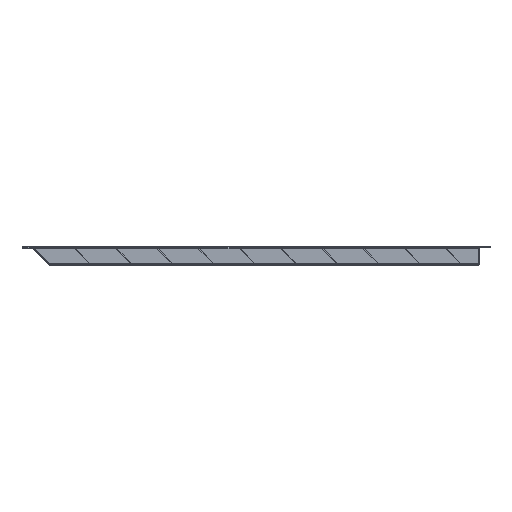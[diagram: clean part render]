
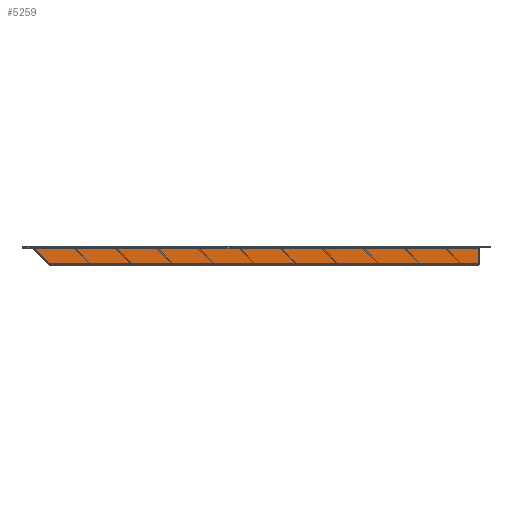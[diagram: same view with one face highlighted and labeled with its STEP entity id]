
A CAD part, left-side view. The second image highlights one B-rep face of the part: STEP entity #5259.
In plain terms, the highlighted face is planar.
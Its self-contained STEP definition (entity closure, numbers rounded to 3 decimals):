
#21 = VERTEX_POINT ( 'NONE', #666 ) ;
#44 = EDGE_CURVE ( 'NONE', #21, #6544, #7336, .T. ) ;
#153 = AXIS2_PLACEMENT_3D ( 'NONE', #1585, #5112, #6285 ) ;
#264 = ORIENTED_EDGE ( 'NONE', *, *, #5257, .T. ) ;
#666 = CARTESIAN_POINT ( 'NONE',  ( 22., -593., 0. ) ) ;
#881 = CARTESIAN_POINT ( 'NONE',  ( 22., 0., 0. ) ) ;
#914 = FACE_OUTER_BOUND ( 'NONE', #7237, .T. ) ;
#1585 = CARTESIAN_POINT ( 'NONE',  ( 0., 0., 0. ) ) ;
#1623 = DIRECTION ( 'NONE',  ( 0., -1., 0. ) ) ;
#1982 = CARTESIAN_POINT ( 'NONE',  ( 0., 0., 0. ) ) ;
#2318 = DIRECTION ( 'NONE',  ( -1., 0., 0. ) ) ;
#2557 = VECTOR ( 'NONE', #1623, 1000. ) ;
#2782 = ORIENTED_EDGE ( 'NONE', *, *, #44, .T. ) ;
#2804 = CARTESIAN_POINT ( 'NONE',  ( 0., 0., 0. ) ) ;
#2950 = ORIENTED_EDGE ( 'NONE', *, *, #6257, .T. ) ;
#3571 = VECTOR ( 'NONE', #2318, 1000. ) ;
#3590 = DIRECTION ( 'NONE',  ( 0.707, 0.707, 0. ) ) ;
#4184 = LINE ( 'NONE', #5407, #6700 ) ;
#4263 = CARTESIAN_POINT ( 'NONE',  ( 22., -593., 0. ) ) ;
#4507 = CARTESIAN_POINT ( 'NONE',  ( 0., 0., 0. ) ) ;
#4593 = LINE ( 'NONE', #4507, #2557 ) ;
#4683 = EDGE_CURVE ( 'NONE', #5602, #21, #4184, .T. ) ;
#5112 = DIRECTION ( 'NONE',  ( 0., 0., 1. ) ) ;
#5257 = EDGE_CURVE ( 'NONE', #6868, #5602, #4593, .T. ) ;
#5259 = ADVANCED_FACE ( 'Y�z1', ( #914 ), #6999, .T. ) ;
#5371 = DIRECTION ( 'NONE',  ( 0., 1., 0. ) ) ;
#5407 = CARTESIAN_POINT ( 'NONE',  ( 0., -615., 0. ) ) ;
#5602 = VERTEX_POINT ( 'NONE', #7381 ) ;
#5871 = VECTOR ( 'NONE', #5371, 1000. ) ;
#6257 = EDGE_CURVE ( 'NONE', #6544, #6868, #7052, .T. ) ;
#6285 = DIRECTION ( 'NONE',  ( 1., 0., 0. ) ) ;
#6366 = ORIENTED_EDGE ( 'NONE', *, *, #4683, .T. ) ;
#6544 = VERTEX_POINT ( 'NONE', #881 ) ;
#6700 = VECTOR ( 'NONE', #3590, 1000. ) ;
#6868 = VERTEX_POINT ( 'NONE', #1982 ) ;
#6999 = PLANE ( 'NONE',  #153 ) ;
#7052 = LINE ( 'NONE', #2804, #3571 ) ;
#7237 = EDGE_LOOP ( 'NONE', ( #2950, #264, #6366, #2782 ) ) ;
#7336 = LINE ( 'NONE', #4263, #5871 ) ;
#7381 = CARTESIAN_POINT ( 'NONE',  ( 0., -615., 0. ) ) ;
